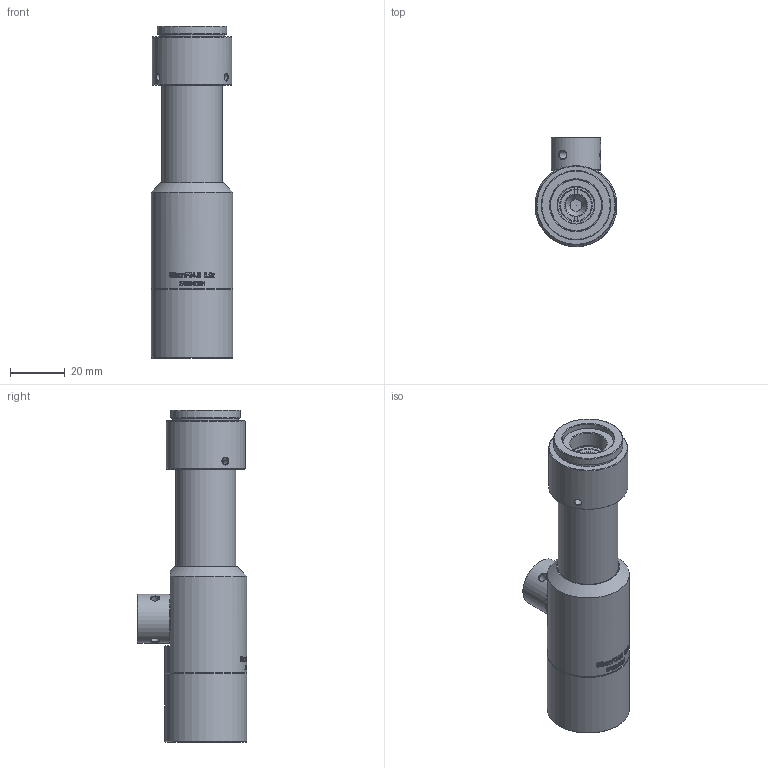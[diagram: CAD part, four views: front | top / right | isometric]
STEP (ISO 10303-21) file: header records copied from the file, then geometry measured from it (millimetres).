
FILE_DESCRIPTION(/* description */ (''),/* implementation_level */ '2;1');
FILE_NAME(/* name */ 'TC600065A_外形3D.stp',/* time_stamp */ '2022-03-22T15:36:12+08:00',/* author */ (''),/* organization */ (''),/* preprocessor_version */ 'ST-DEVELOPER v16',/* originating_system */ 'SIEMENS PLM Software NX 10.0',/* authorisation */ '');
FILE_SCHEMA (('AUTOMOTIVE_DESIGN { 1 0 10303 214 3 1 1 1 }'));
Length unit declared in the file: millimetre
Products named in the file (1): FLY1D8CF5524ydo
Bounding box: 30 x 40 x 121.47 mm (x, y, z)
Volume: 49701.7 mm3; surface area: 29596.7 mm2
Topology: 10 solids, 10 shells, 584 faces, 1441 edges, 945 vertices
Faces by surface type: plane 215, extrusion 185, cylinder 88, cone 84, bspline 8, sphere 4
Full cylindrical faces by diameter (mm): 2.5 x3, 3 x3, 3.4 x1, 4.4 x1, 6 x2, 8 x2, 11 x2, 11.4 x1, 11.8 x1, 12 x2, 12.2 x1, 12.48 x1, 12.6 x1, 12.88 x1, 13.4 x1, 13.6 x1, 14 x1, 14.2 x1, 14.4 x1, 16 x1, 16.4 x1, 17 x1, 17.2 x1, 18 x1, 18.4 x1, 19 x2, 20 x3, 20.2 x2, 20.4 x2, 20.6 x1
Entity records: 22083 total; most frequent: CARTESIAN_POINT 9866, ORIENTED_EDGE 2466, DIRECTION 1967, EDGE_CURVE 1233, VERTEX_POINT 895, EDGE_LOOP 838, B_SPLINE_CURVE_WITH_KNOTS 720, AXIS2_PLACEMENT_3D 692
